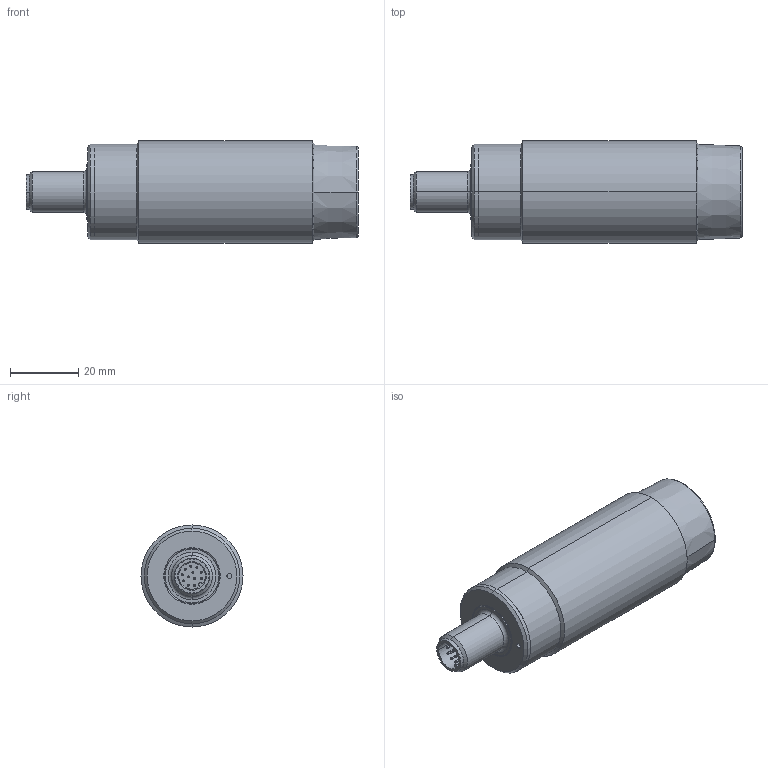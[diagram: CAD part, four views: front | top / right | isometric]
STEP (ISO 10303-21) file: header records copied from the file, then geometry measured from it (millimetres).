
FILE_DESCRIPTION (( 'STEP AP203' ), '1' );
FILE_NAME ('0E010958_INDUKTIVKOPPLER_BASE_M30_BETA_AXIAL_4-10V.STEP', '2020-11-02T13:17:49', ( '' ), ( '' ), 'SwSTEP 2.0', 'SolidWorks 2019', '' );
FILE_SCHEMA (( 'CONFIG_CONTROL_DESIGN' ));
Length unit declared in the file: millimetre
Products named in the file (1): 0E010958_INDUKTIVKOPPLER_BASE_M30_BETA_AXIAL_4-10V
Bounding box: 97.58 x 30 x 30 mm (x, y, z)
Volume: 13250 mm3; surface area: 20849.6 mm2
Topology: 5 solids, 5 shells, 441 faces, 1043 edges, 606 vertices
Faces by surface type: cylinder 213, cone 88, plane 71, torus 45, sphere 24
Entity records: 14077 total; most frequent: CARTESIAN_POINT 3709, DIRECTION 2394, ORIENTED_EDGE 1990, AXIS2_PLACEMENT_3D 1007, EDGE_CURVE 995, VERTEX_POINT 606, CIRCLE 565, EDGE_LOOP 515
